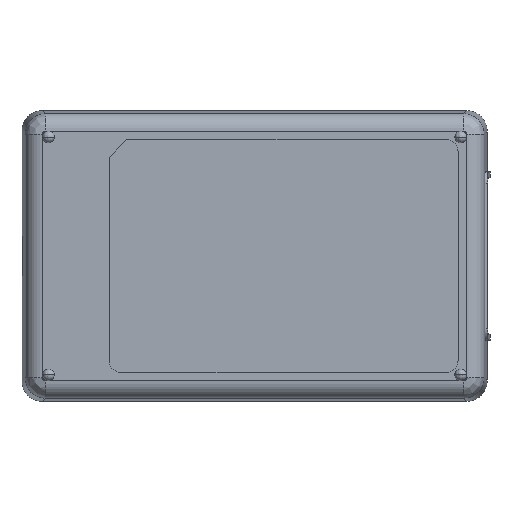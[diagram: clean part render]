
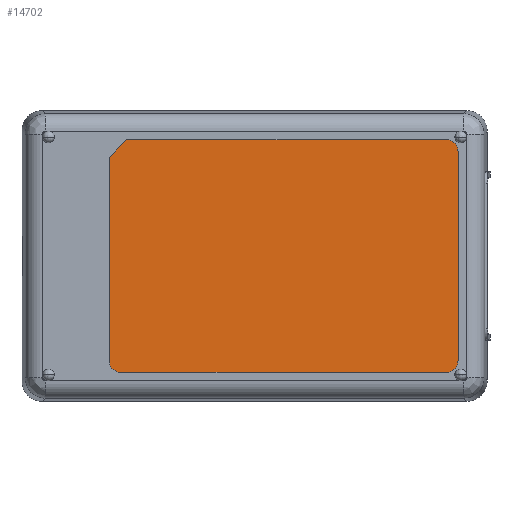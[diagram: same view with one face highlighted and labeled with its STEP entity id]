
A CAD part, front view. The second image highlights one B-rep face of the part: STEP entity #14702.
In plain terms, the highlighted planar face has unit normal (0, -1, 0).
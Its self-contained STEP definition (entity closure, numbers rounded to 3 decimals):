
#11059=CARTESIAN_POINT('',(-18.,-15.1,-33.));
#11060=DIRECTION('',(0.,-1.,0.));
#11061=DIRECTION('',(-1.,0.,0.));
#11062=AXIS2_PLACEMENT_3D('',#11059,#11060,#11061);
#11064=DIRECTION('',(0.,0.,-1.));
#11065=VECTOR('',#11064,56.);
#11066=CARTESIAN_POINT('',(-20.,-15.1,23.));
#11067=LINE('',#11066,#11065);
#11068=CARTESIAN_POINT('',(-18.,-15.1,23.));
#11069=DIRECTION('',(0.,-1.,0.));
#11070=DIRECTION('',(0.,0.,1.));
#11071=AXIS2_PLACEMENT_3D('',#11068,#11069,#11070);
#11073=DIRECTION('',(-0.707,0.,0.707));
#11074=VECTOR('',#11073,4.243);
#11075=CARTESIAN_POINT('',(20.,-15.1,22.));
#11076=LINE('',#11075,#11074);
#11077=CARTESIAN_POINT('',(18.,-15.1,-33.));
#11078=DIRECTION('',(0.,-1.,0.));
#11079=DIRECTION('',(0.,0.,-1.));
#11080=AXIS2_PLACEMENT_3D('',#11077,#11078,#11079);
#11082=DIRECTION('',(1.,0.,0.));
#11083=VECTOR('',#11082,36.);
#11084=CARTESIAN_POINT('',(-18.,-15.1,-35.));
#11085=LINE('',#11084,#11083);
#11102=DIRECTION('',(0.,0.,-1.));
#11103=VECTOR('',#11102,55.);
#11104=CARTESIAN_POINT('',(20.,-15.1,22.));
#11105=LINE('',#11104,#11103);
#11114=DIRECTION('',(1.,0.,0.));
#11115=VECTOR('',#11114,35.);
#11116=CARTESIAN_POINT('',(-18.,-15.1,25.));
#11117=LINE('',#11116,#11115);
#11933=CARTESIAN_POINT('',(-18.,-15.1,-35.));
#11934=CARTESIAN_POINT('',(18.,-15.1,-35.));
#11935=VERTEX_POINT('',#11933);
#11936=VERTEX_POINT('',#11934);
#11967=CARTESIAN_POINT('',(20.,-15.1,22.));
#11968=CARTESIAN_POINT('',(17.,-15.1,25.));
#11969=VERTEX_POINT('',#11967);
#11970=VERTEX_POINT('',#11968);
#12223=CARTESIAN_POINT('',(20.,-15.1,-33.));
#12225=VERTEX_POINT('',#12223);
#12277=CARTESIAN_POINT('',(-18.,-15.1,25.));
#12278=CARTESIAN_POINT('',(-20.,-15.1,23.));
#12279=VERTEX_POINT('',#12277);
#12280=VERTEX_POINT('',#12278);
#12391=CARTESIAN_POINT('',(-20.,-15.1,-33.));
#12392=VERTEX_POINT('',#12391);
#14680=CARTESIAN_POINT('',(0.,-15.1,-5.));
#14681=DIRECTION('',(0.,1.,0.));
#14682=DIRECTION('',(0.,0.,1.));
#14683=AXIS2_PLACEMENT_3D('',#14680,#14681,#14682);
#14684=PLANE('',#14683);
#14686=ORIENTED_EDGE('',*,*,#14685,.F.);
#14688=ORIENTED_EDGE('',*,*,#14687,.F.);
#14690=ORIENTED_EDGE('',*,*,#14689,.F.);
#14692=ORIENTED_EDGE('',*,*,#14691,.T.);
#14693=ORIENTED_EDGE('',*,*,#14670,.F.);
#14695=ORIENTED_EDGE('',*,*,#14694,.T.);
#14697=ORIENTED_EDGE('',*,*,#14696,.F.);
#14699=ORIENTED_EDGE('',*,*,#14698,.F.);
#14700=EDGE_LOOP('',(#14686,#14688,#14690,#14692,#14693,#14695,#14697,#14699));
#14701=FACE_OUTER_BOUND('',#14700,.F.);
#14702=ADVANCED_FACE('',(#14701),#14684,.F.);
#11063=CIRCLE('',#11062,2.);
#11072=CIRCLE('',#11071,2.);
#11081=CIRCLE('',#11080,2.);
#14670=EDGE_CURVE('',#11969,#11970,#11076,.T.);
#14685=EDGE_CURVE('',#12392,#11935,#11063,.T.);
#14687=EDGE_CURVE('',#12280,#12392,#11067,.T.);
#14689=EDGE_CURVE('',#12279,#12280,#11072,.T.);
#14691=EDGE_CURVE('',#12279,#11970,#11117,.T.);
#14694=EDGE_CURVE('',#11969,#12225,#11105,.T.);
#14696=EDGE_CURVE('',#11936,#12225,#11081,.T.);
#14698=EDGE_CURVE('',#11935,#11936,#11085,.T.);
